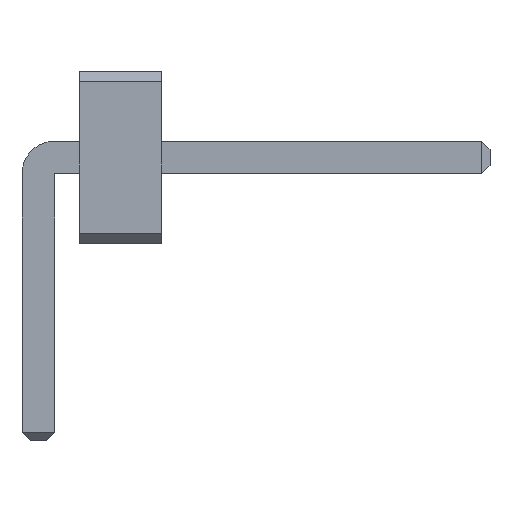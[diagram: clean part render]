
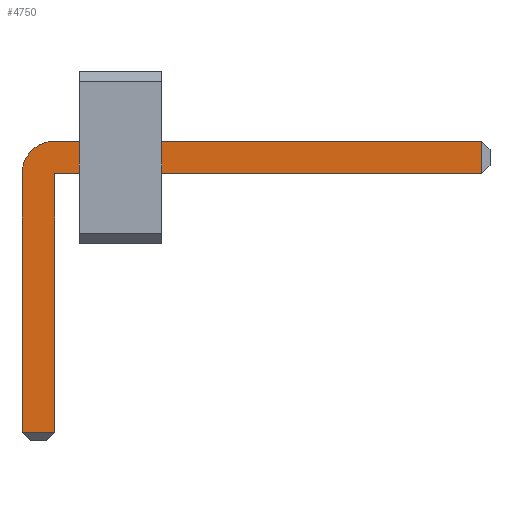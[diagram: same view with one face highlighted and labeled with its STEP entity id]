
A CAD part, front view. The second image highlights one B-rep face of the part: STEP entity #4750.
In plain terms, the highlighted planar face has unit normal (0, -1, 0).
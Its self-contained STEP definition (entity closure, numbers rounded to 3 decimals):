
#13=DIRECTION('',(0.,0.,1.));
#27=VECTOR('',#28,1.);
#28=DIRECTION('',(1.,0.,0.));
#2152=VECTOR('',#13,1.);
#4524=DIRECTION('',(0.,0.,-1.));
#4561=VECTOR('',#4524,1.);
#4568=VECTOR('',#4569,1.);
#4569=DIRECTION('',(-1.,0.,0.));
#4590=DIRECTION('',(-0.,1.,0.));
#4594=DIRECTION('',(0.,1.,0.));
#4595=DIRECTION('',(1.,0.,0.));
#4602=VERTEX_POINT('',#4603);
#4603=CARTESIAN_POINT('',(0.2,-45.92,1.25));
#4605=ORIENTED_EDGE('',*,*,#4606,.T.);
#4606=EDGE_CURVE('',#4602,#4607,#4609,.T.);
#4607=VERTEX_POINT('',#4608);
#4608=CARTESIAN_POINT('',(5.4,-45.92,1.25));
#4609=LINE('',#4610,#27);
#4610=CARTESIAN_POINT('',(-0.2,-45.92,1.25));
#4646=EDGE_CURVE('',#4647,#4602,#4649,.T.);
#4647=VERTEX_POINT('',#4648);
#4648=CARTESIAN_POINT('',(-0.2,-45.92,0.85));
#4649=CIRCLE('',#4650,0.4);
#4650=AXIS2_PLACEMENT_3D('',#4651,#4590,#4524);
#4651=CARTESIAN_POINT('',(0.2,-45.92,0.85));
#4663=VERTEX_POINT('',#4664);
#4664=CARTESIAN_POINT('',(5.4,-45.92,0.85));
#4666=ORIENTED_EDGE('',*,*,#4667,.T.);
#4667=EDGE_CURVE('',#4663,#4668,#4669,.T.);
#4668=VERTEX_POINT('',#4651);
#4669=LINE('',#4670,#4568);
#4670=CARTESIAN_POINT('',(5.5,-45.92,0.85));
#4682=VERTEX_POINT('',#4683);
#4683=CARTESIAN_POINT('',(-0.2,-45.92,-2.3));
#4685=ORIENTED_EDGE('',*,*,#4686,.T.);
#4686=EDGE_CURVE('',#4682,#4647,#4687,.T.);
#4687=LINE('',#4688,#2152);
#4688=CARTESIAN_POINT('',(-0.2,-45.92,-2.4));
#4696=ORIENTED_EDGE('',*,*,#4697,.T.);
#4697=EDGE_CURVE('',#4668,#4698,#4700,.T.);
#4698=VERTEX_POINT('',#4699);
#4699=CARTESIAN_POINT('',(0.2,-45.92,-2.3));
#4700=LINE('',#4651,#4561);
#4750=ADVANCED_FACE('',(#4751),#4760,.F.);
#4751=FACE_BOUND('',#4752,.F.);
#4752=EDGE_LOOP('',(#4605,#4753,#4666,#4696,#4756,#4685,#4759));
#4753=ORIENTED_EDGE('',*,*,#4754,.T.);
#4754=EDGE_CURVE('',#4607,#4663,#4755,.T.);
#4755=LINE('',#4608,#4561);
#4756=ORIENTED_EDGE('',*,*,#4757,.T.);
#4757=EDGE_CURVE('',#4698,#4682,#4758,.T.);
#4758=LINE('',#4699,#4568);
#4759=ORIENTED_EDGE('',*,*,#4646,.T.);
#4760=PLANE('',#4761);
#4761=AXIS2_PLACEMENT_3D('',#4762,#4594,#4595);
#4762=CARTESIAN_POINT('',(1.729,-45.92,0.346));
